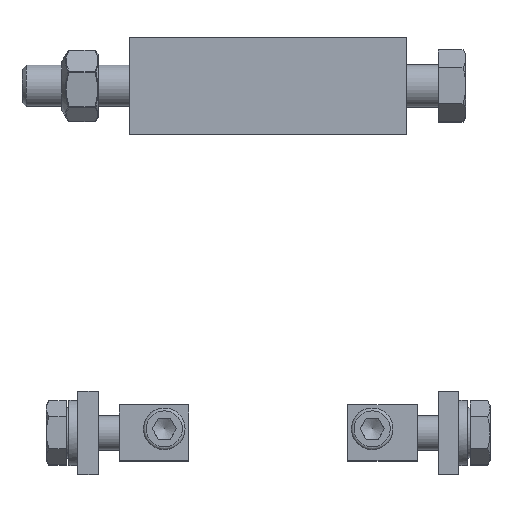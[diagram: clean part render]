
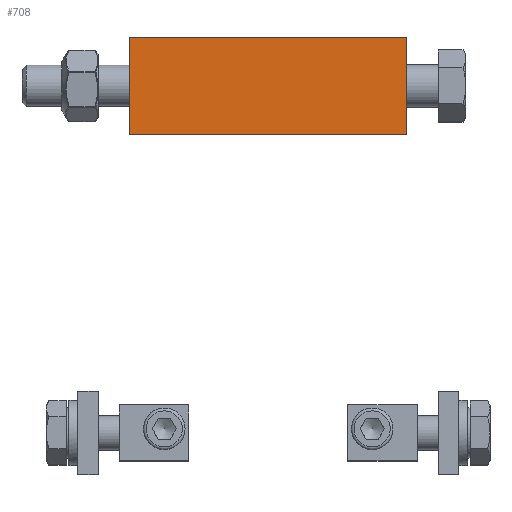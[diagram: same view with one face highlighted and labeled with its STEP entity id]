
A CAD part, top view. The second image highlights one B-rep face of the part: STEP entity #708.
In plain terms, the highlighted face is planar.
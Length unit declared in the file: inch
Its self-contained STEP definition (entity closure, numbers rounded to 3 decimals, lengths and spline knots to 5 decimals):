
#578=CARTESIAN_POINT('',(1.92182,0.37156,0.875));
#579=VERTEX_POINT('',#578);
#596=CARTESIAN_POINT('',(1.92182,0.37156,0.0));
#597=VERTEX_POINT('',#596);
#604=CARTESIAN_POINT('',(1.92182,0.37156,0.0));
#605=DIRECTION('',(0.0,0.0,1.0));
#606=VECTOR('',#605,0.875);
#607=LINE('',#604,#606);
#608=EDGE_CURVE('',#597,#579,#607,.T.);
#655=CARTESIAN_POINT('',(-0.57818,0.37156,0.875));
#656=VERTEX_POINT('',#655);
#663=CARTESIAN_POINT('',(-0.57818,0.37156,0.0));
#664=VERTEX_POINT('',#663);
#665=CARTESIAN_POINT('',(-0.57818,0.37156,0.0));
#666=DIRECTION('',(0.0,0.0,1.0));
#667=VECTOR('',#666,0.875);
#668=LINE('',#665,#667);
#669=EDGE_CURVE('',#664,#656,#668,.T.);
#687=CARTESIAN_POINT('',(-0.57818,0.37156,0.0));
#688=DIRECTION('',(0.0,1.0,0.0));
#689=DIRECTION('',(0.0,0.0,1.0));
#690=AXIS2_PLACEMENT_3D('',#687,#688,#689);
#691=PLANE('',#690);
#692=CARTESIAN_POINT('',(-0.57818,0.37156,0.875));
#693=DIRECTION('',(1.0,0.0,0.0));
#694=VECTOR('',#693,2.5);
#695=LINE('',#692,#694);
#696=EDGE_CURVE('',#656,#579,#695,.T.);
#697=ORIENTED_EDGE('',*,*,#696,.T.);
#698=ORIENTED_EDGE('',*,*,#608,.F.);
#699=CARTESIAN_POINT('',(-0.57818,0.37156,0.0));
#700=DIRECTION('',(1.0,0.0,0.0));
#701=VECTOR('',#700,2.5);
#702=LINE('',#699,#701);
#703=EDGE_CURVE('',#664,#597,#702,.T.);
#704=ORIENTED_EDGE('',*,*,#703,.F.);
#705=ORIENTED_EDGE('',*,*,#669,.T.);
#706=EDGE_LOOP('',(#697,#698,#704,#705));
#707=FACE_OUTER_BOUND('',#706,.T.);
#708=ADVANCED_FACE('',(#707),#691,.T.);
